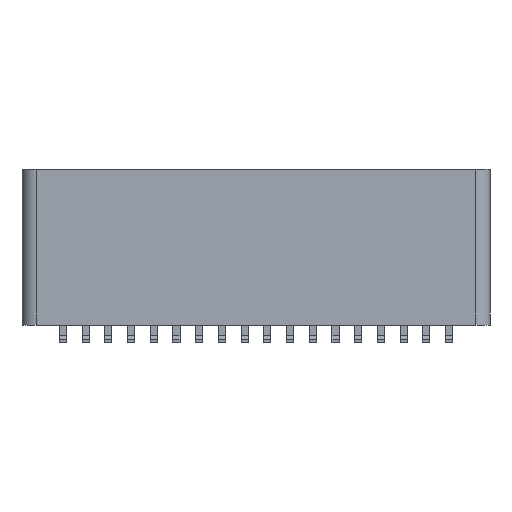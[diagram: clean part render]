
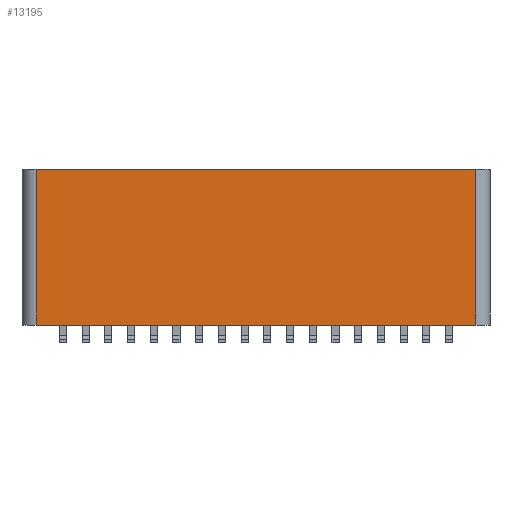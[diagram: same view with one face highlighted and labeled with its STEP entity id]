
A CAD part, front view. The second image highlights one B-rep face of the part: STEP entity #13195.
In plain terms, the highlighted planar face has unit normal (0, -1, 0).
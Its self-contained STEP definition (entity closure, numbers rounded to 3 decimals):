
#608 = EDGE_CURVE ( 'NONE', #5876, #2685, #7183, .T. ) ;
#1044 = ORIENTED_EDGE ( 'NONE', *, *, #10528, .T. ) ;
#1190 = DIRECTION ( 'NONE',  ( 0., 0., 1. ) ) ;
#1211 = VERTEX_POINT ( 'NONE', #6598 ) ;
#1521 = ORIENTED_EDGE ( 'NONE', *, *, #608, .T. ) ;
#2064 = VERTEX_POINT ( 'NONE', #3454 ) ;
#2139 = DIRECTION ( 'NONE',  ( 1., 0., 0. ) ) ;
#2425 = CARTESIAN_POINT ( 'NONE',  ( -6.19, -0.89, 0.5 ) ) ;
#2656 = VECTOR ( 'NONE', #2139, 1000. ) ;
#2685 = VERTEX_POINT ( 'NONE', #12481 ) ;
#2896 = VECTOR ( 'NONE', #12474, 1000. ) ;
#2963 = AXIS2_PLACEMENT_3D ( 'NONE', #7395, #13686, #10570 ) ;
#3454 = CARTESIAN_POINT ( 'NONE',  ( -6.19, -0.89, 4.89 ) ) ;
#3934 = ORIENTED_EDGE ( 'NONE', *, *, #5334, .T. ) ;
#4157 = PLANE ( 'NONE',  #2963 ) ;
#4494 = VECTOR ( 'NONE', #1190, 1000. ) ;
#5010 = LINE ( 'NONE', #9227, #2896 ) ;
#5334 = EDGE_CURVE ( 'NONE', #2685, #1211, #10660, .T. ) ;
#5876 = VERTEX_POINT ( 'NONE', #2425 ) ;
#6598 = CARTESIAN_POINT ( 'NONE',  ( 6.19, -0.89, 4.89 ) ) ;
#7122 = LINE ( 'NONE', #7958, #8172 ) ;
#7183 = LINE ( 'NONE', #9322, #2656 ) ;
#7188 = FACE_OUTER_BOUND ( 'NONE', #8589, .T. ) ;
#7395 = CARTESIAN_POINT ( 'NONE',  ( 6.59, -0.89, 4.89 ) ) ;
#7958 = CARTESIAN_POINT ( 'NONE',  ( 6.59, -0.89, 4.89 ) ) ;
#8172 = VECTOR ( 'NONE', #13355, 1000. ) ;
#8589 = EDGE_LOOP ( 'NONE', ( #1521, #3934, #10572, #1044 ) ) ;
#8655 = CARTESIAN_POINT ( 'NONE',  ( 6.19, -0.89, 4.89 ) ) ;
#9227 = CARTESIAN_POINT ( 'NONE',  ( -6.19, -0.89, 4.89 ) ) ;
#9322 = CARTESIAN_POINT ( 'NONE',  ( 6.59, -0.89, 0.5 ) ) ;
#9837 = EDGE_CURVE ( 'NONE', #2064, #1211, #7122, .T. ) ;
#10528 = EDGE_CURVE ( 'NONE', #2064, #5876, #5010, .T. ) ;
#10570 = DIRECTION ( 'NONE',  ( -1., 0., 0. ) ) ;
#10572 = ORIENTED_EDGE ( 'NONE', *, *, #9837, .F. ) ;
#10660 = LINE ( 'NONE', #8655, #4494 ) ;
#12474 = DIRECTION ( 'NONE',  ( 0., 0., -1. ) ) ;
#12481 = CARTESIAN_POINT ( 'NONE',  ( 6.19, -0.89, 0.5 ) ) ;
#13195 = ADVANCED_FACE ( 'NONE', ( #7188 ), #4157, .F. ) ;
#13355 = DIRECTION ( 'NONE',  ( 1., 0., 0. ) ) ;
#13686 = DIRECTION ( 'NONE',  ( 0., 1., 0. ) ) ;
